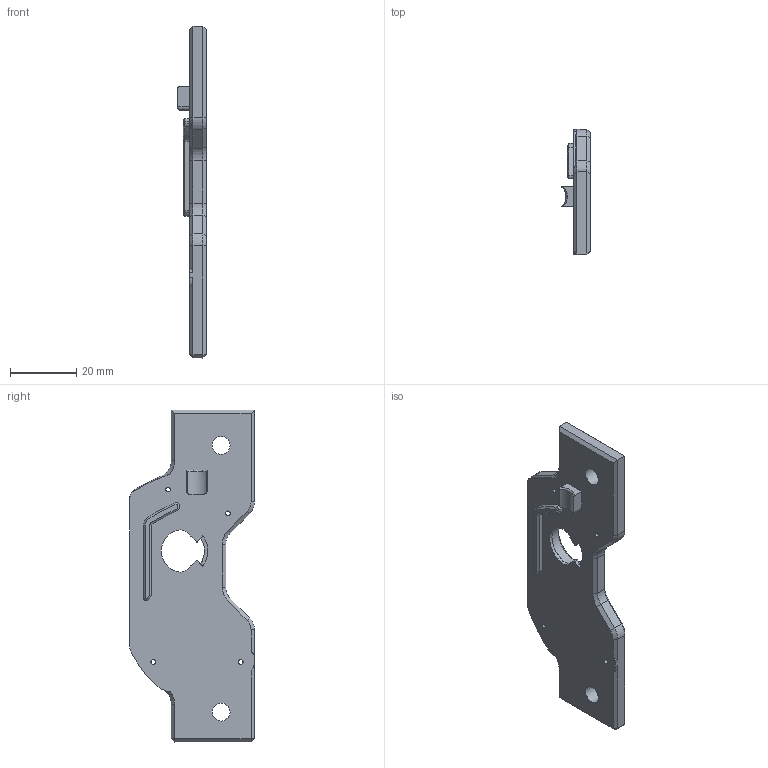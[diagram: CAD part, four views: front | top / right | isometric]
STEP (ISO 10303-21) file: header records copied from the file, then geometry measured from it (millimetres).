
FILE_DESCRIPTION(('FreeCAD Model'),'2;1');
FILE_NAME('Open CASCADE Shape Model','2025-06-05T22:40:56',('FreeCAD'),( 'FreeCAD'),'Open CASCADE STEP processor 7.7','FreeCAD','Unknown');
FILE_SCHEMA(('AUTOMOTIVE_DESIGN { 1 0 10303 214 1 1 1 1 }'));
Length unit declared in the file: millimetre
Products named in the file (1): Open CASCADE STEP translator 7.7 47
Bounding box: 8.6 x 37.57 x 100 mm (x, y, z)
Volume: 13942 mm3; surface area: 7564.3 mm2
Topology: 1 solids, 1 shells, 147 faces, 351 edges, 212 vertices
Faces by surface type: plane 59, cylinder 48, bspline 20, cone 13, extrusion 7
Full cylindrical faces by diameter (mm): 1.4 x4, 4.8 x4, 5.4 x2, 13.25 x1
Entity records: 4929 total; most frequent: CARTESIAN_POINT 1599, ORIENTED_EDGE 702, DIRECTION 648, EDGE_CURVE 351, AXIS2_PLACEMENT_3D 231, VERTEX_POINT 212, VECTOR 186, LINE 179
